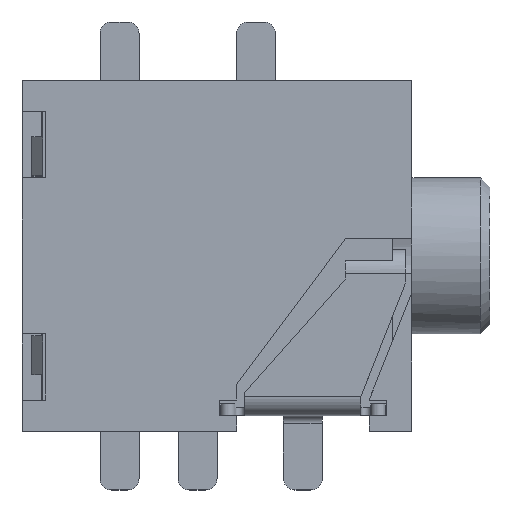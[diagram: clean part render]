
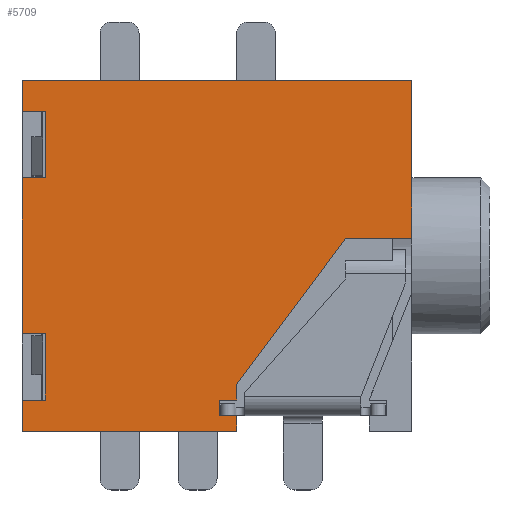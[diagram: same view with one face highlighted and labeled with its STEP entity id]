
A CAD part, top view. The second image highlights one B-rep face of the part: STEP entity #5709.
In plain terms, the highlighted planar face has unit normal (0, 0, 1).
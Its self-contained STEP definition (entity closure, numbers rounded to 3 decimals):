
#246=PLANE('',#6137);
#1005=LINE('',#9278,#1680);
#1007=LINE('',#9282,#1682);
#1010=LINE('',#9287,#1685);
#1011=LINE('',#9290,#1686);
#1013=LINE('',#9294,#1688);
#1016=LINE('',#9299,#1691);
#1017=LINE('',#9302,#1692);
#1020=LINE('',#9307,#1695);
#1021=LINE('',#9311,#1696);
#1024=LINE('',#9316,#1699);
#1027=LINE('',#9321,#1702);
#1029=LINE('',#9326,#1704);
#1031=LINE('',#9330,#1706);
#1034=LINE('',#9335,#1709);
#1035=LINE('',#9338,#1710);
#1036=LINE('',#9339,#1711);
#1037=LINE('',#9340,#1712);
#1040=LINE('',#9345,#1715);
#1042=LINE('',#9349,#1717);
#1043=LINE('',#9351,#1718);
#1680=VECTOR('',#7564,1000.);
#1682=VECTOR('',#7568,1000.);
#1685=VECTOR('',#7573,1000.);
#1686=VECTOR('',#7576,1000.);
#1688=VECTOR('',#7580,1000.);
#1691=VECTOR('',#7585,1000.);
#1692=VECTOR('',#7588,1000.);
#1695=VECTOR('',#7593,1000.);
#1696=VECTOR('',#7596,1000.);
#1699=VECTOR('',#7601,1000.);
#1702=VECTOR('',#7606,1000.);
#1704=VECTOR('',#7610,1000.);
#1706=VECTOR('',#7614,1000.);
#1709=VECTOR('',#7619,1000.);
#1710=VECTOR('',#7622,1000.);
#1711=VECTOR('',#7623,1000.);
#1712=VECTOR('',#7624,1000.);
#1715=VECTOR('',#7629,1000.);
#1717=VECTOR('',#7633,1000.);
#1718=VECTOR('',#7636,1000.);
#2123=FACE_OUTER_BOUND('',#2420,.T.);
#2420=EDGE_LOOP('',(#5362,#5363,#5364,#5365,#5366,#5367,#5368,#5369,#5370,
#5371,#5372,#5373,#5374,#5375,#5376,#5377,#5378,#5379,#5380,#5381));
#2937=VERTEX_POINT('',#9269);
#2939=VERTEX_POINT('',#9277);
#2940=VERTEX_POINT('',#9281);
#2941=VERTEX_POINT('',#9285);
#2942=VERTEX_POINT('',#9289);
#2943=VERTEX_POINT('',#9293);
#2944=VERTEX_POINT('',#9297);
#2945=VERTEX_POINT('',#9301);
#2946=VERTEX_POINT('',#9305);
#2947=VERTEX_POINT('',#9309);
#2948=VERTEX_POINT('',#9310);
#2949=VERTEX_POINT('',#9315);
#2950=VERTEX_POINT('',#9319);
#2951=VERTEX_POINT('',#9323);
#2952=VERTEX_POINT('',#9325);
#2953=VERTEX_POINT('',#9329);
#2954=VERTEX_POINT('',#9333);
#2955=VERTEX_POINT('',#9337);
#2956=VERTEX_POINT('',#9343);
#2957=VERTEX_POINT('',#9347);
#3727=EDGE_CURVE('',#2937,#2939,#1005,.T.);
#3729=EDGE_CURVE('',#2939,#2940,#1007,.T.);
#3732=EDGE_CURVE('',#2940,#2941,#1010,.T.);
#3733=EDGE_CURVE('',#2941,#2942,#1011,.T.);
#3735=EDGE_CURVE('',#2942,#2943,#1013,.T.);
#3738=EDGE_CURVE('',#2943,#2944,#1016,.T.);
#3739=EDGE_CURVE('',#2944,#2945,#1017,.T.);
#3742=EDGE_CURVE('',#2945,#2946,#1020,.T.);
#3743=EDGE_CURVE('',#2947,#2948,#1021,.T.);
#3746=EDGE_CURVE('',#2948,#2949,#1024,.T.);
#3749=EDGE_CURVE('',#2949,#2950,#1027,.T.);
#3751=EDGE_CURVE('',#2952,#2951,#1029,.T.);
#3753=EDGE_CURVE('',#2951,#2953,#1031,.T.);
#3756=EDGE_CURVE('',#2953,#2954,#1034,.T.);
#3757=EDGE_CURVE('',#2954,#2955,#1035,.T.);
#3758=EDGE_CURVE('',#2950,#2952,#1036,.T.);
#3759=EDGE_CURVE('',#2946,#2947,#1037,.T.);
#3762=EDGE_CURVE('',#2955,#2956,#1040,.T.);
#3764=EDGE_CURVE('',#2956,#2957,#1042,.T.);
#3765=EDGE_CURVE('',#2957,#2937,#1043,.T.);
#5362=ORIENTED_EDGE('',*,*,#3764,.T.);
#5363=ORIENTED_EDGE('',*,*,#3765,.T.);
#5364=ORIENTED_EDGE('',*,*,#3727,.T.);
#5365=ORIENTED_EDGE('',*,*,#3729,.T.);
#5366=ORIENTED_EDGE('',*,*,#3732,.T.);
#5367=ORIENTED_EDGE('',*,*,#3733,.T.);
#5368=ORIENTED_EDGE('',*,*,#3735,.T.);
#5369=ORIENTED_EDGE('',*,*,#3738,.T.);
#5370=ORIENTED_EDGE('',*,*,#3739,.T.);
#5371=ORIENTED_EDGE('',*,*,#3742,.T.);
#5372=ORIENTED_EDGE('',*,*,#3759,.T.);
#5373=ORIENTED_EDGE('',*,*,#3743,.T.);
#5374=ORIENTED_EDGE('',*,*,#3746,.T.);
#5375=ORIENTED_EDGE('',*,*,#3749,.T.);
#5376=ORIENTED_EDGE('',*,*,#3758,.T.);
#5377=ORIENTED_EDGE('',*,*,#3751,.T.);
#5378=ORIENTED_EDGE('',*,*,#3753,.T.);
#5379=ORIENTED_EDGE('',*,*,#3756,.T.);
#5380=ORIENTED_EDGE('',*,*,#3757,.T.);
#5381=ORIENTED_EDGE('',*,*,#3762,.T.);
#5709=ADVANCED_FACE('',(#2123),#246,.T.);
#6137=AXIS2_PLACEMENT_3D('',#9352,#7637,#7638);
#7564=DIRECTION('',(-1.,0.,0.));
#7568=DIRECTION('',(0.,1.,0.));
#7573=DIRECTION('',(1.,0.,0.));
#7576=DIRECTION('',(0.,1.,0.));
#7580=DIRECTION('',(0.598,0.801,0.));
#7585=DIRECTION('',(1.,0.,0.));
#7588=DIRECTION('',(0.,1.,0.));
#7593=DIRECTION('',(-1.,0.,0.));
#7596=DIRECTION('',(1.,0.,0.));
#7601=DIRECTION('',(0.,-1.,0.));
#7606=DIRECTION('',(-1.,0.,0.));
#7610=DIRECTION('',(1.,0.,0.));
#7614=DIRECTION('',(0.,-1.,0.));
#7619=DIRECTION('',(-1.,0.,0.));
#7622=DIRECTION('',(0.,-1.,0.));
#7623=DIRECTION('',(0.,-1.,0.));
#7624=DIRECTION('',(0.,-1.,0.));
#7629=DIRECTION('',(1.,0.,0.));
#7633=DIRECTION('',(0.,1.,0.));
#7636=DIRECTION('',(-1.,0.,0.));
#7637=DIRECTION('center_axis',(0.,0.,
1.));
#7638=DIRECTION('ref_axis',(1.,0.,0.));
#9269=CARTESIAN_POINT('',(0.275,-4.1,4.1));
#9277=CARTESIAN_POINT('',(0.06,-4.1,4.1));
#9278=CARTESIAN_POINT('',(-5.,-4.1,4.1));
#9281=CARTESIAN_POINT('',(0.06,-3.7,4.1));
#9282=CARTESIAN_POINT('',(0.06,4.5,4.1));
#9285=CARTESIAN_POINT('',(0.5,-3.7,4.1));
#9287=CARTESIAN_POINT('',(-5.,-3.7,4.1));
#9289=CARTESIAN_POINT('',(0.5,-3.3,4.1));
#9290=CARTESIAN_POINT('',(0.5,4.5,4.1));
#9293=CARTESIAN_POINT('',(3.3,0.45,4.1));
#9294=CARTESIAN_POINT('',(0.5,-3.3,4.1));
#9297=CARTESIAN_POINT('',(5.,0.45,4.1));
#9299=CARTESIAN_POINT('',(-5.,0.45,4.1));
#9301=CARTESIAN_POINT('',(5.,4.5,4.1));
#9302=CARTESIAN_POINT('',(5.,4.5,4.1));
#9305=CARTESIAN_POINT('',(-5.,4.5,4.1));
#9307=CARTESIAN_POINT('',(-5.,4.5,4.1));
#9309=CARTESIAN_POINT('',(-5.,3.7,4.1));
#9310=CARTESIAN_POINT('',(-4.4,3.7,4.1));
#9311=CARTESIAN_POINT('',(-5.,3.7,4.1));
#9315=CARTESIAN_POINT('',(-4.4,2.,4.1));
#9316=CARTESIAN_POINT('',(-4.4,4.5,4.1));
#9319=CARTESIAN_POINT('',(-5.,2.,4.1));
#9321=CARTESIAN_POINT('',(-5.,2.,4.1));
#9323=CARTESIAN_POINT('',(-4.4,-2.,4.1));
#9325=CARTESIAN_POINT('',(-5.,-2.,4.1));
#9326=CARTESIAN_POINT('',(-5.,-2.,4.1));
#9329=CARTESIAN_POINT('',(-4.4,-3.7,4.1));
#9330=CARTESIAN_POINT('',(-4.4,4.5,4.1));
#9333=CARTESIAN_POINT('',(-5.,-3.7,4.1));
#9335=CARTESIAN_POINT('',(-5.,-3.7,4.1));
#9337=CARTESIAN_POINT('',(-5.,-4.5,4.1));
#9338=CARTESIAN_POINT('',(-5.,4.5,4.1));
#9339=CARTESIAN_POINT('',(-5.,4.5,4.1));
#9340=CARTESIAN_POINT('',(-5.,4.5,4.1));
#9343=CARTESIAN_POINT('',(0.5,-4.5,4.1));
#9345=CARTESIAN_POINT('',(-5.,-4.5,4.1));
#9347=CARTESIAN_POINT('',(0.5,-4.1,4.1));
#9349=CARTESIAN_POINT('',(0.5,4.5,4.1));
#9351=CARTESIAN_POINT('',(-5.,-4.1,4.1));
#9352=CARTESIAN_POINT('Origin',(-5.,4.5,4.1));
